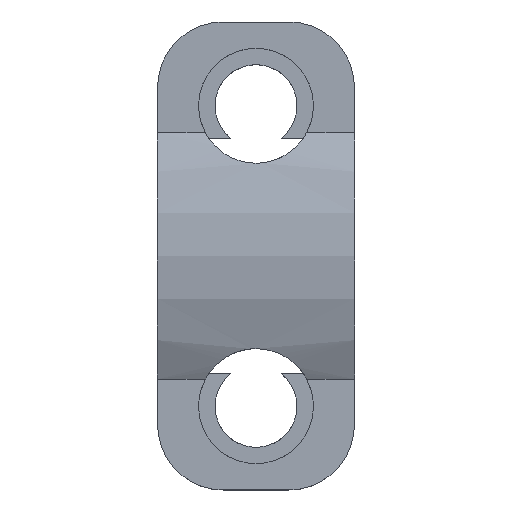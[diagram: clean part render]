
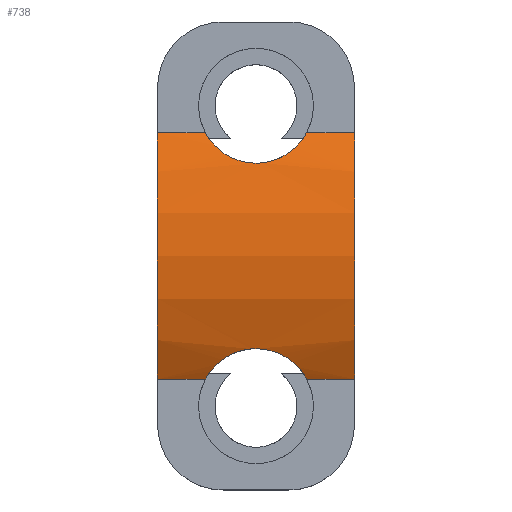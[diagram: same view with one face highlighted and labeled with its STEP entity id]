
A CAD part, top view. The second image highlights one B-rep face of the part: STEP entity #738.
In plain terms, the highlighted cylindrical face has radius 15 mm (diameter 30 mm), a partial arc.
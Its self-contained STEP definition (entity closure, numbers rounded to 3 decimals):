
#10=CARTESIAN_POINT('',(-6.,0.,-12.99));
#11=DIRECTION('',(1.,0.,0.));
#12=DIRECTION('',(0.,0.5,0.866));
#13=AXIS2_PLACEMENT_3D('',#10,#11,#12);
#81=DIRECTION('',(1.,0.,0.));
#82=VECTOR('',#81,2.913);
#83=CARTESIAN_POINT('',(3.087,-7.5,0.));
#84=LINE('',#83,#82);
#95=DIRECTION('',(1.,0.,0.));
#96=VECTOR('',#95,2.913);
#97=CARTESIAN_POINT('',(-6.,-7.5,0.));
#98=LINE('',#97,#96);
#103=CARTESIAN_POINT('',(0.,5.65,0.905));
#104=CARTESIAN_POINT('',(-0.18,5.65,0.905));
#105=CARTESIAN_POINT('',(-0.533,5.676,
0.894));
#106=CARTESIAN_POINT('',(-1.07,5.804,0.842));
#107=CARTESIAN_POINT('',(-1.523,5.987,0.763));
#108=CARTESIAN_POINT('',(-1.922,6.213,0.663));
#109=CARTESIAN_POINT('',(-2.281,6.483,0.538));
#110=CARTESIAN_POINT('',(-2.602,6.795,0.384));
#111=CARTESIAN_POINT('',(-2.874,7.137,0.205));
#112=CARTESIAN_POINT('',(-3.021,7.377,0.071));
#113=CARTESIAN_POINT('',(-3.087,7.5,0.));
#115=CARTESIAN_POINT('',(3.087,7.5,0.));
#116=CARTESIAN_POINT('',(3.021,7.376,0.071));
#117=CARTESIAN_POINT('',(2.873,7.135,0.206));
#118=CARTESIAN_POINT('',(2.599,6.791,0.386));
#119=CARTESIAN_POINT('',(2.276,6.478,0.54));
#120=CARTESIAN_POINT('',(1.914,6.208,0.666));
#121=CARTESIAN_POINT('',(1.512,5.982,0.766));
#122=CARTESIAN_POINT('',(1.059,5.8,0.843));
#123=CARTESIAN_POINT('',(0.525,5.676,0.895));
#124=CARTESIAN_POINT('',(0.177,5.65,0.905));
#125=CARTESIAN_POINT('',(0.,5.65,0.905));
#127=DIRECTION('',(1.,0.,0.));
#128=VECTOR('',#127,2.913);
#129=CARTESIAN_POINT('',(3.087,7.5,0.));
#130=LINE('',#129,#128);
#131=CARTESIAN_POINT('',(0.,-5.65,0.905));
#132=CARTESIAN_POINT('',(0.178,-5.65,0.905));
#133=CARTESIAN_POINT('',(0.526,-5.676,
0.894));
#134=CARTESIAN_POINT('',(1.06,-5.801,0.843));
#135=CARTESIAN_POINT('',(1.513,-5.983,0.766));
#136=CARTESIAN_POINT('',(1.915,-6.208,0.665));
#137=CARTESIAN_POINT('',(2.276,-6.479,0.54));
#138=CARTESIAN_POINT('',(2.599,-6.792,0.386));
#139=CARTESIAN_POINT('',(2.873,-7.136,0.206));
#140=CARTESIAN_POINT('',(3.021,-7.376,0.071));
#141=CARTESIAN_POINT('',(3.087,-7.5,0.));
#143=CARTESIAN_POINT('',(-3.087,-7.5,0.));
#144=CARTESIAN_POINT('',(-3.021,-7.377,
0.071));
#145=CARTESIAN_POINT('',(-2.874,-7.137,
0.205));
#146=CARTESIAN_POINT('',(-2.602,-6.795,
0.384));
#147=CARTESIAN_POINT('',(-2.281,-6.483,
0.538));
#148=CARTESIAN_POINT('',(-1.923,-6.214,
0.663));
#149=CARTESIAN_POINT('',(-1.524,-5.988,
0.763));
#150=CARTESIAN_POINT('',(-1.071,-5.804,
0.842));
#151=CARTESIAN_POINT('',(-0.534,-5.677,
0.894));
#152=CARTESIAN_POINT('',(-0.181,-5.65,0.905));
#153=CARTESIAN_POINT('',(0.,-5.65,0.905));
#155=DIRECTION('',(1.,0.,0.));
#156=VECTOR('',#155,2.913);
#157=CARTESIAN_POINT('',(-6.,7.5,0.));
#158=LINE('',#157,#156);
#464=CARTESIAN_POINT('',(6.,0.,-12.99));
#465=DIRECTION('',(1.,0.,0.));
#466=DIRECTION('',(0.,0.5,0.866));
#467=AXIS2_PLACEMENT_3D('',#464,#465,#466);
#489=CARTESIAN_POINT('',(-6.,7.5,0.));
#490=CARTESIAN_POINT('',(-6.,-7.5,0.));
#491=VERTEX_POINT('',#489);
#492=VERTEX_POINT('',#490);
#493=CARTESIAN_POINT('',(6.,7.5,0.));
#494=CARTESIAN_POINT('',(6.,-7.5,0.));
#495=VERTEX_POINT('',#493);
#496=VERTEX_POINT('',#494);
#497=CARTESIAN_POINT('',(-3.087,-7.5,0.));
#499=VERTEX_POINT('',#497);
#501=CARTESIAN_POINT('',(3.087,-7.5,0.));
#502=VERTEX_POINT('',#501);
#507=CARTESIAN_POINT('',(0.,-5.65,0.905));
#509=VERTEX_POINT('',#507);
#557=CARTESIAN_POINT('',(0.,5.65,0.905));
#559=VERTEX_POINT('',#557);
#569=CARTESIAN_POINT('',(-3.087,7.5,0.));
#570=VERTEX_POINT('',#569);
#571=CARTESIAN_POINT('',(3.087,7.5,0.));
#572=VERTEX_POINT('',#571);
#715=CARTESIAN_POINT('',(-6.,0.,-12.99));
#716=DIRECTION('',(1.,0.,0.));
#717=DIRECTION('',(0.,1.,0.));
#718=AXIS2_PLACEMENT_3D('',#715,#716,#717);
#719=CYLINDRICAL_SURFACE('',#718,15.);
#721=ORIENTED_EDGE('',*,*,#720,.F.);
#723=ORIENTED_EDGE('',*,*,#722,.F.);
#725=ORIENTED_EDGE('',*,*,#724,.T.);
#727=ORIENTED_EDGE('',*,*,#726,.T.);
#728=ORIENTED_EDGE('',*,*,#679,.F.);
#730=ORIENTED_EDGE('',*,*,#729,.F.);
#731=ORIENTED_EDGE('',*,*,#700,.F.);
#732=ORIENTED_EDGE('',*,*,#689,.F.);
#733=ORIENTED_EDGE('',*,*,#606,.F.);
#735=ORIENTED_EDGE('',*,*,#734,.T.);
#736=EDGE_LOOP('',(#721,#723,#725,#727,#728,#730,#731,#732,#733,#735));
#737=FACE_OUTER_BOUND('',#736,.F.);
#738=ADVANCED_FACE('',(#737),#719,.T.);
#14=CIRCLE('',#13,15.);
#114=B_SPLINE_CURVE_WITH_KNOTS('',3,(#103,#104,#105,#106,#107,#108,#109,#110,
#111,#112,#113),.UNSPECIFIED.,.F.,.F.,(4,1,1,1,1,1,1,1,4),(0.,0.125,0.25,
0.375,0.5,0.625,0.75,0.875,1.),.UNSPECIFIED.);
#126=B_SPLINE_CURVE_WITH_KNOTS('',3,(#115,#116,#117,#118,#119,#120,#121,#122,
#123,#124,#125),.UNSPECIFIED.,.F.,.F.,(4,1,1,1,1,1,1,1,4),(0.,0.125,0.25,
0.375,0.5,0.625,0.75,0.875,1.),.UNSPECIFIED.);
#142=B_SPLINE_CURVE_WITH_KNOTS('',3,(#131,#132,#133,#134,#135,#136,#137,#138,
#139,#140,#141),.UNSPECIFIED.,.F.,.F.,(4,1,1,1,1,1,1,1,4),(0.,0.125,0.25,
0.375,0.5,0.625,0.75,0.875,1.),.UNSPECIFIED.);
#154=B_SPLINE_CURVE_WITH_KNOTS('',3,(#143,#144,#145,#146,#147,#148,#149,#150,
#151,#152,#153),.UNSPECIFIED.,.F.,.F.,(4,1,1,1,1,1,1,1,4),(0.,0.125,0.25,
0.375,0.5,0.625,0.75,0.875,1.),.UNSPECIFIED.);
#468=CIRCLE('',#467,15.);
#606=EDGE_CURVE('',#491,#492,#14,.T.);
#679=EDGE_CURVE('',#502,#496,#84,.T.);
#689=EDGE_CURVE('',#492,#499,#98,.T.);
#700=EDGE_CURVE('',#499,#509,#154,.T.);
#720=EDGE_CURVE('',#559,#570,#114,.T.);
#722=EDGE_CURVE('',#572,#559,#126,.T.);
#724=EDGE_CURVE('',#572,#495,#130,.T.);
#726=EDGE_CURVE('',#495,#496,#468,.T.);
#729=EDGE_CURVE('',#509,#502,#142,.T.);
#734=EDGE_CURVE('',#491,#570,#158,.T.);
